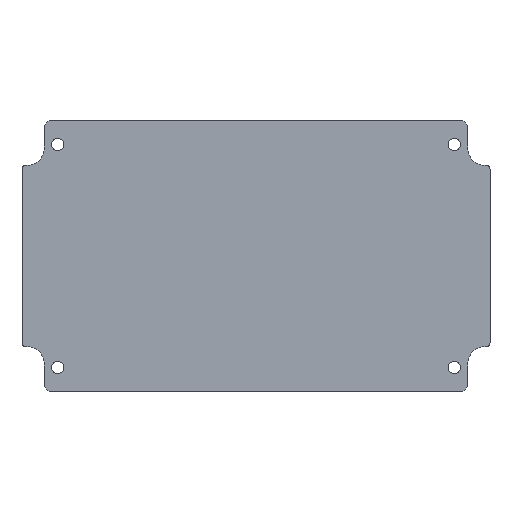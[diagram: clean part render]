
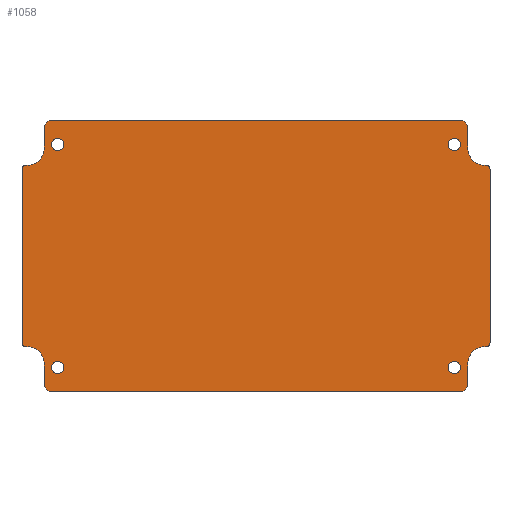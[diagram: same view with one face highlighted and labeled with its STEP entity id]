
A CAD part, front view. The second image highlights one B-rep face of the part: STEP entity #1058.
In plain terms, the highlighted planar face has unit normal (0, -1, 0).
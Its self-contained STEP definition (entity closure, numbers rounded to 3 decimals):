
#146=DIRECTION('',(0.707,0.,-0.707));
#147=VECTOR('',#146,2.828);
#148=CARTESIAN_POINT('',(-85.85,0.,-53.));
#149=LINE('',#148,#147);
#154=DIRECTION('',(0.,0.,1.));
#155=VECTOR('',#154,9.25);
#156=CARTESIAN_POINT('',(-85.85,0.,-53.));
#157=LINE('',#156,#155);
#161=CARTESIAN_POINT('',(-92.85,0.,-43.75));
#162=DIRECTION('',(0.,1.,0.));
#163=DIRECTION('',(0.,0.,1.));
#164=AXIS2_PLACEMENT_3D('',#161,#162,#163);
#169=DIRECTION('',(1.,0.,0.));
#170=VECTOR('',#169,0.5);
#171=CARTESIAN_POINT('',(-93.35,0.,-36.75));
#172=LINE('',#171,#170);
#176=CARTESIAN_POINT('',(-93.35,0.,-35.25));
#177=DIRECTION('',(0.,-1.,0.));
#178=DIRECTION('',(-1.,0.,0.));
#179=AXIS2_PLACEMENT_3D('',#176,#177,#178);
#184=DIRECTION('',(0.,0.,1.));
#185=VECTOR('',#184,70.5);
#186=CARTESIAN_POINT('',(-94.85,0.,-35.25));
#187=LINE('',#186,#185);
#191=CARTESIAN_POINT('',(-93.35,0.,35.25));
#192=DIRECTION('',(0.,-1.,0.));
#193=DIRECTION('',(0.,0.,1.));
#194=AXIS2_PLACEMENT_3D('',#191,#192,#193);
#199=DIRECTION('',(1.,0.,0.));
#200=VECTOR('',#199,0.5);
#201=CARTESIAN_POINT('',(-93.35,0.,36.75));
#202=LINE('',#201,#200);
#206=CARTESIAN_POINT('',(-92.85,0.,43.75));
#207=DIRECTION('',(0.,1.,0.));
#208=DIRECTION('',(1.,0.,0.));
#209=AXIS2_PLACEMENT_3D('',#206,#207,#208);
#214=DIRECTION('',(0.,0.,-1.));
#215=VECTOR('',#214,9.25);
#216=CARTESIAN_POINT('',(-85.85,0.,53.));
#217=LINE('',#216,#215);
#221=DIRECTION('',(-0.707,0.,-0.707));
#222=VECTOR('',#221,2.828);
#223=CARTESIAN_POINT('',(-83.85,0.,55.));
#224=LINE('',#223,#222);
#228=DIRECTION('',(1.,0.,0.));
#229=VECTOR('',#228,167.7);
#230=CARTESIAN_POINT('',(-83.85,0.,55.));
#231=LINE('',#230,#229);
#235=DIRECTION('',(-0.707,0.,0.707));
#236=VECTOR('',#235,2.828);
#237=CARTESIAN_POINT('',(85.85,0.,53.));
#238=LINE('',#237,#236);
#242=DIRECTION('',(0.,0.,-1.));
#243=VECTOR('',#242,9.25);
#244=CARTESIAN_POINT('',(85.85,0.,53.));
#245=LINE('',#244,#243);
#249=CARTESIAN_POINT('',(92.85,0.,43.75));
#250=DIRECTION('',(0.,1.,0.));
#251=DIRECTION('',(0.,0.,-1.));
#252=AXIS2_PLACEMENT_3D('',#249,#250,#251);
#257=DIRECTION('',(-1.,0.,0.));
#258=VECTOR('',#257,0.5);
#259=CARTESIAN_POINT('',(93.35,0.,36.75));
#260=LINE('',#259,#258);
#264=CARTESIAN_POINT('',(93.35,0.,35.25));
#265=DIRECTION('',(0.,-1.,0.));
#266=DIRECTION('',(1.,0.,0.));
#267=AXIS2_PLACEMENT_3D('',#264,#265,#266);
#272=DIRECTION('',(0.,0.,-1.));
#273=VECTOR('',#272,70.5);
#274=CARTESIAN_POINT('',(94.85,0.,35.25));
#275=LINE('',#274,#273);
#279=CARTESIAN_POINT('',(93.35,0.,-35.25));
#280=DIRECTION('',(0.,-1.,0.));
#281=DIRECTION('',(0.,0.,-1.));
#282=AXIS2_PLACEMENT_3D('',#279,#280,#281);
#287=DIRECTION('',(-1.,0.,0.));
#288=VECTOR('',#287,0.5);
#289=CARTESIAN_POINT('',(93.35,0.,-36.75));
#290=LINE('',#289,#288);
#294=CARTESIAN_POINT('',(92.85,0.,-43.75));
#295=DIRECTION('',(0.,1.,0.));
#296=DIRECTION('',(-1.,0.,0.));
#297=AXIS2_PLACEMENT_3D('',#294,#295,#296);
#302=DIRECTION('',(0.,0.,1.));
#303=VECTOR('',#302,9.25);
#304=CARTESIAN_POINT('',(85.85,0.,-53.));
#305=LINE('',#304,#303);
#309=DIRECTION('',(0.707,0.,0.707));
#310=VECTOR('',#309,2.828);
#311=CARTESIAN_POINT('',(83.85,0.,-55.));
#312=LINE('',#311,#310);
#316=DIRECTION('',(-1.,0.,0.));
#317=VECTOR('',#316,167.7);
#318=CARTESIAN_POINT('',(83.85,0.,-55.));
#319=LINE('',#318,#317);
#323=CARTESIAN_POINT('',(-80.35,0.,-45.2));
#324=DIRECTION('',(0.,1.,0.));
#325=DIRECTION('',(1.,0.,0.));
#326=AXIS2_PLACEMENT_3D('',#323,#324,#325);
#331=CARTESIAN_POINT('',(-80.35,0.,-45.2));
#332=DIRECTION('',(0.,1.,0.));
#333=DIRECTION('',(-1.,0.,0.));
#334=AXIS2_PLACEMENT_3D('',#331,#332,#333);
#339=CARTESIAN_POINT('',(80.35,0.,-45.2));
#340=DIRECTION('',(0.,1.,0.));
#341=DIRECTION('',(1.,0.,0.));
#342=AXIS2_PLACEMENT_3D('',#339,#340,#341);
#347=CARTESIAN_POINT('',(80.35,0.,-45.2));
#348=DIRECTION('',(0.,1.,0.));
#349=DIRECTION('',(-1.,0.,0.));
#350=AXIS2_PLACEMENT_3D('',#347,#348,#349);
#355=CARTESIAN_POINT('',(80.35,0.,45.2));
#356=DIRECTION('',(0.,1.,0.));
#357=DIRECTION('',(1.,0.,0.));
#358=AXIS2_PLACEMENT_3D('',#355,#356,#357);
#363=CARTESIAN_POINT('',(80.35,0.,45.2));
#364=DIRECTION('',(0.,1.,0.));
#365=DIRECTION('',(-1.,0.,0.));
#366=AXIS2_PLACEMENT_3D('',#363,#364,#365);
#371=CARTESIAN_POINT('',(-80.35,0.,45.2));
#372=DIRECTION('',(0.,1.,0.));
#373=DIRECTION('',(1.,0.,0.));
#374=AXIS2_PLACEMENT_3D('',#371,#372,#373);
#379=CARTESIAN_POINT('',(-80.35,0.,45.2));
#380=DIRECTION('',(0.,1.,0.));
#381=DIRECTION('',(-1.,0.,0.));
#382=AXIS2_PLACEMENT_3D('',#379,#380,#381);
#851=CARTESIAN_POINT('',(-92.85,0.,-36.75));
#852=CARTESIAN_POINT('',(-85.85,0.,-43.75));
#853=VERTEX_POINT('',#851);
#854=VERTEX_POINT('',#852);
#855=CARTESIAN_POINT('',(-85.85,0.,43.75));
#856=CARTESIAN_POINT('',(-92.85,0.,36.75));
#857=VERTEX_POINT('',#855);
#858=VERTEX_POINT('',#856);
#859=CARTESIAN_POINT('',(92.85,0.,36.75));
#860=CARTESIAN_POINT('',(85.85,0.,43.75));
#861=VERTEX_POINT('',#859);
#862=VERTEX_POINT('',#860);
#863=CARTESIAN_POINT('',(85.85,0.,-43.75));
#864=CARTESIAN_POINT('',(92.85,0.,-36.75));
#865=VERTEX_POINT('',#863);
#866=VERTEX_POINT('',#864);
#887=CARTESIAN_POINT('',(93.35,0.,-36.75));
#888=VERTEX_POINT('',#887);
#889=CARTESIAN_POINT('',(94.85,0.,-35.25));
#890=VERTEX_POINT('',#889);
#891=CARTESIAN_POINT('',(94.85,0.,35.25));
#892=CARTESIAN_POINT('',(93.35,0.,36.75));
#893=VERTEX_POINT('',#891);
#894=VERTEX_POINT('',#892);
#903=CARTESIAN_POINT('',(-93.35,0.,36.75));
#904=VERTEX_POINT('',#903);
#905=CARTESIAN_POINT('',(-94.85,0.,35.25));
#906=VERTEX_POINT('',#905);
#907=CARTESIAN_POINT('',(-94.85,0.,-35.25));
#908=CARTESIAN_POINT('',(-93.35,0.,-36.75));
#909=VERTEX_POINT('',#907);
#910=VERTEX_POINT('',#908);
#919=CARTESIAN_POINT('',(-85.85,0.,-53.));
#920=VERTEX_POINT('',#919);
#921=CARTESIAN_POINT('',(-83.85,0.,-55.));
#922=VERTEX_POINT('',#921);
#923=CARTESIAN_POINT('',(-83.85,0.,55.));
#924=CARTESIAN_POINT('',(-85.85,0.,53.));
#925=VERTEX_POINT('',#923);
#926=VERTEX_POINT('',#924);
#935=CARTESIAN_POINT('',(85.85,0.,53.));
#936=VERTEX_POINT('',#935);
#937=CARTESIAN_POINT('',(83.85,0.,55.));
#938=VERTEX_POINT('',#937);
#939=CARTESIAN_POINT('',(83.85,0.,-55.));
#940=CARTESIAN_POINT('',(85.85,0.,-53.));
#941=VERTEX_POINT('',#939);
#942=VERTEX_POINT('',#940);
#947=CARTESIAN_POINT('',(-77.85,0.,-45.2));
#948=CARTESIAN_POINT('',(-82.85,0.,-45.2));
#949=VERTEX_POINT('',#947);
#950=VERTEX_POINT('',#948);
#951=CARTESIAN_POINT('',(82.85,0.,-45.2));
#952=CARTESIAN_POINT('',(77.85,0.,-45.2));
#953=VERTEX_POINT('',#951);
#954=VERTEX_POINT('',#952);
#955=CARTESIAN_POINT('',(82.85,0.,45.2));
#956=CARTESIAN_POINT('',(77.85,0.,45.2));
#957=VERTEX_POINT('',#955);
#958=VERTEX_POINT('',#956);
#959=CARTESIAN_POINT('',(-77.85,0.,45.2));
#960=CARTESIAN_POINT('',(-82.85,0.,45.2));
#961=VERTEX_POINT('',#959);
#962=VERTEX_POINT('',#960);
#979=CARTESIAN_POINT('',(0.,0.,0.));
#980=DIRECTION('',(0.,1.,0.));
#981=DIRECTION('',(1.,0.,0.));
#982=AXIS2_PLACEMENT_3D('',#979,#980,#981);
#983=PLANE('',#982);
#985=ORIENTED_EDGE('',*,*,#984,.F.);
#987=ORIENTED_EDGE('',*,*,#986,.T.);
#989=ORIENTED_EDGE('',*,*,#988,.F.);
#991=ORIENTED_EDGE('',*,*,#990,.F.);
#993=ORIENTED_EDGE('',*,*,#992,.F.);
#995=ORIENTED_EDGE('',*,*,#994,.T.);
#997=ORIENTED_EDGE('',*,*,#996,.F.);
#999=ORIENTED_EDGE('',*,*,#998,.T.);
#1001=ORIENTED_EDGE('',*,*,#1000,.F.);
#1003=ORIENTED_EDGE('',*,*,#1002,.F.);
#1005=ORIENTED_EDGE('',*,*,#1004,.F.);
#1007=ORIENTED_EDGE('',*,*,#1006,.T.);
#1009=ORIENTED_EDGE('',*,*,#1008,.F.);
#1011=ORIENTED_EDGE('',*,*,#1010,.T.);
#1013=ORIENTED_EDGE('',*,*,#1012,.F.);
#1015=ORIENTED_EDGE('',*,*,#1014,.F.);
#1017=ORIENTED_EDGE('',*,*,#1016,.F.);
#1019=ORIENTED_EDGE('',*,*,#1018,.T.);
#1021=ORIENTED_EDGE('',*,*,#1020,.F.);
#1023=ORIENTED_EDGE('',*,*,#1022,.T.);
#1025=ORIENTED_EDGE('',*,*,#1024,.F.);
#1027=ORIENTED_EDGE('',*,*,#1026,.F.);
#1029=ORIENTED_EDGE('',*,*,#1028,.F.);
#1031=ORIENTED_EDGE('',*,*,#1030,.T.);
#1032=EDGE_LOOP('',(#985,#987,#989,#991,#993,#995,#997,#999,#1001,#1003,#1005,
#1007,#1009,#1011,#1013,#1015,#1017,#1019,#1021,#1023,#1025,#1027,#1029,#1031));
#1033=FACE_OUTER_BOUND('',#1032,.F.);
#1035=ORIENTED_EDGE('',*,*,#1034,.F.);
#1037=ORIENTED_EDGE('',*,*,#1036,.F.);
#1038=EDGE_LOOP('',(#1035,#1037));
#1039=FACE_BOUND('',#1038,.F.);
#1041=ORIENTED_EDGE('',*,*,#1040,.F.);
#1043=ORIENTED_EDGE('',*,*,#1042,.F.);
#1044=EDGE_LOOP('',(#1041,#1043));
#1045=FACE_BOUND('',#1044,.F.);
#1047=ORIENTED_EDGE('',*,*,#1046,.F.);
#1049=ORIENTED_EDGE('',*,*,#1048,.F.);
#1050=EDGE_LOOP('',(#1047,#1049));
#1051=FACE_BOUND('',#1050,.F.);
#1053=ORIENTED_EDGE('',*,*,#1052,.F.);
#1055=ORIENTED_EDGE('',*,*,#1054,.F.);
#1056=EDGE_LOOP('',(#1053,#1055));
#1057=FACE_BOUND('',#1056,.F.);
#165=CIRCLE('',#164,7.);
#180=CIRCLE('',#179,1.5);
#195=CIRCLE('',#194,1.5);
#210=CIRCLE('',#209,7.);
#253=CIRCLE('',#252,7.);
#268=CIRCLE('',#267,1.5);
#283=CIRCLE('',#282,1.5);
#298=CIRCLE('',#297,7.);
#327=CIRCLE('',#326,2.5);
#335=CIRCLE('',#334,2.5);
#343=CIRCLE('',#342,2.5);
#351=CIRCLE('',#350,2.5);
#359=CIRCLE('',#358,2.5);
#367=CIRCLE('',#366,2.5);
#375=CIRCLE('',#374,2.5);
#383=CIRCLE('',#382,2.5);
#984=EDGE_CURVE('',#920,#922,#149,.T.);
#986=EDGE_CURVE('',#920,#854,#157,.T.);
#988=EDGE_CURVE('',#853,#854,#165,.T.);
#990=EDGE_CURVE('',#910,#853,#172,.T.);
#992=EDGE_CURVE('',#909,#910,#180,.T.);
#994=EDGE_CURVE('',#909,#906,#187,.T.);
#996=EDGE_CURVE('',#904,#906,#195,.T.);
#998=EDGE_CURVE('',#904,#858,#202,.T.);
#1000=EDGE_CURVE('',#857,#858,#210,.T.);
#1002=EDGE_CURVE('',#926,#857,#217,.T.);
#1004=EDGE_CURVE('',#925,#926,#224,.T.);
#1006=EDGE_CURVE('',#925,#938,#231,.T.);
#1008=EDGE_CURVE('',#936,#938,#238,.T.);
#1010=EDGE_CURVE('',#936,#862,#245,.T.);
#1012=EDGE_CURVE('',#861,#862,#253,.T.);
#1014=EDGE_CURVE('',#894,#861,#260,.T.);
#1016=EDGE_CURVE('',#893,#894,#268,.T.);
#1018=EDGE_CURVE('',#893,#890,#275,.T.);
#1020=EDGE_CURVE('',#888,#890,#283,.T.);
#1022=EDGE_CURVE('',#888,#866,#290,.T.);
#1024=EDGE_CURVE('',#865,#866,#298,.T.);
#1026=EDGE_CURVE('',#942,#865,#305,.T.);
#1028=EDGE_CURVE('',#941,#942,#312,.T.);
#1030=EDGE_CURVE('',#941,#922,#319,.T.);
#1034=EDGE_CURVE('',#949,#950,#327,.T.);
#1036=EDGE_CURVE('',#950,#949,#335,.T.);
#1040=EDGE_CURVE('',#953,#954,#343,.T.);
#1042=EDGE_CURVE('',#954,#953,#351,.T.);
#1046=EDGE_CURVE('',#957,#958,#359,.T.);
#1048=EDGE_CURVE('',#958,#957,#367,.T.);
#1052=EDGE_CURVE('',#961,#962,#375,.T.);
#1054=EDGE_CURVE('',#962,#961,#383,.T.);
#1058=ADVANCED_FACE('',(#1033,#1039,#1045,#1051,#1057),#983,.F.);
